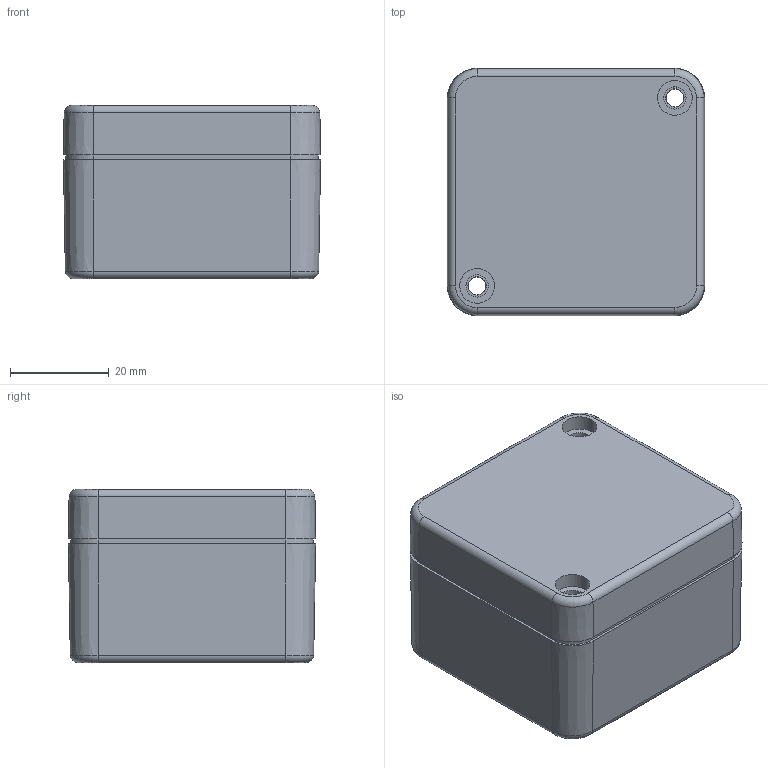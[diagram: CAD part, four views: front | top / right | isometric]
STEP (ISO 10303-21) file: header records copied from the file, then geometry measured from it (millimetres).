
FILE_DESCRIPTION (( 'STEP AP214' ), '1' );
FILE_NAME ('G250.STEP', '2009-09-09T02:17:03', ( 'NEF User' ), ( 'NEF User' ), 'SwSTEP 2.0', 'SolidWorks 2009', '' );
FILE_SCHEMA (( 'AUTOMOTIVE_DESIGN' ));
Length unit declared in the file: millimetre
Products named in the file (1): G250
Bounding box: 52 x 50 x 35 mm (x, y, z)
Volume: 32279.2 mm3; surface area: 26147.8 mm2
Topology: 2 solids, 2 shells, 226 faces, 578 edges, 380 vertices
Faces by surface type: cylinder 92, plane 76, cone 50, torus 8
Entity records: 7149 total; most frequent: CARTESIAN_POINT 1361, DIRECTION 1292, ORIENTED_EDGE 1156, EDGE_CURVE 578, AXIS2_PLACEMENT_3D 511, VERTEX_POINT 380, CIRCLE 284, VECTOR 270
